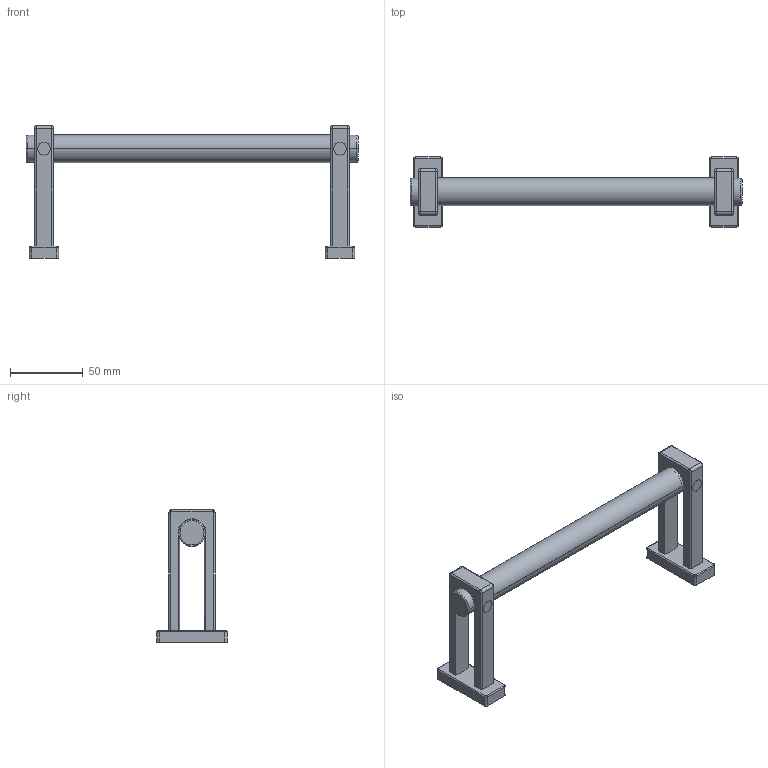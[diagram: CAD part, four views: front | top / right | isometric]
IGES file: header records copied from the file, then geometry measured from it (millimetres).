
Start section:  PTC IGES file: 3001.igs
Global section: file name: 3001.igs; native system: Creo Parametric by PTC Inc.; preprocessor: 2018400; author: jinson.thomas; organization: Unknown; date: 20211220.102832; units: inch
Bounding box: 227.89 x 48.11 x 91.11 mm (x, y, z)
Volume: 66120.5 mm3; surface area: 46122.4 mm2
Topology: 3 solids, 4 shells, 116 faces, 260 edges, 160 vertices
Faces by surface type: revolution 82, bspline 34
